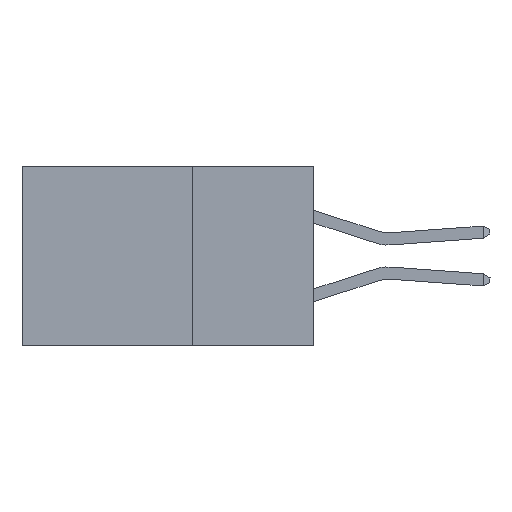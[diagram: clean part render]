
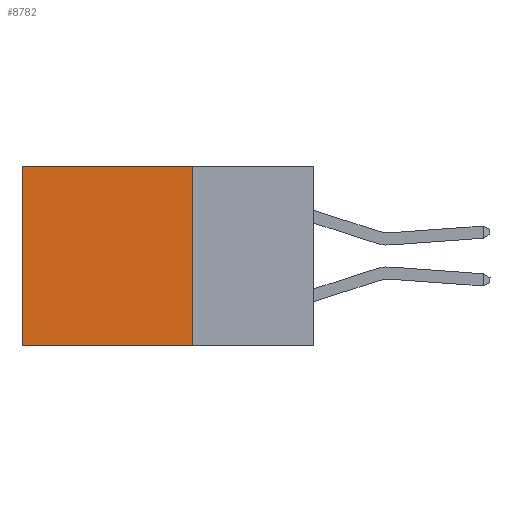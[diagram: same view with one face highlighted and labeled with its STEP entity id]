
A CAD part, left-side view. The second image highlights one B-rep face of the part: STEP entity #8782.
In plain terms, the highlighted planar face has unit normal (-1, 0, 0).
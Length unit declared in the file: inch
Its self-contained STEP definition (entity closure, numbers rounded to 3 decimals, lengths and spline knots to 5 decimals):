
#397 = CARTESIAN_POINT ( 'NONE',  ( 0.2875, 0.25, -0.37 ) ) ;
#1255 = CARTESIAN_POINT ( 'NONE',  ( 0.2875, 0.6, -0.37 ) ) ;
#2220 = VECTOR ( 'NONE', #16797, 39.37008 ) ;
#3140 = DIRECTION ( 'NONE',  ( 0., 0., -1. ) ) ;
#3868 = VECTOR ( 'NONE', #9914, 39.37008 ) ;
#5792 = EDGE_CURVE ( 'NONE', #12399, #23818, #20288, .T. ) ;
#8114 = FACE_OUTER_BOUND ( 'NONE', #13763, .T. ) ;
#8133 = LINE ( 'NONE', #14574, #2220 ) ;
#8343 = PLANE ( 'NONE',  #13578 ) ;
#8782 = ADVANCED_FACE ( 'NONE', ( #8114 ), #8343, .F. ) ;
#9720 = DIRECTION ( 'NONE',  ( 0., 1., 0. ) ) ;
#9750 = VERTEX_POINT ( 'NONE', #397 ) ;
#9782 = DIRECTION ( 'NONE',  ( 0., 0., -1. ) ) ;
#9820 = EDGE_CURVE ( 'NONE', #23818, #15378, #14157, .T. ) ;
#9914 = DIRECTION ( 'NONE',  ( 0., 0., -1. ) ) ;
#10559 = DIRECTION ( 'NONE',  ( 1., 0., 0. ) ) ;
#10928 = ORIENTED_EDGE ( 'NONE', *, *, #5792, .T. ) ;
#12180 = EDGE_CURVE ( 'NONE', #12399, #9750, #15141, .T. ) ;
#12381 = VECTOR ( 'NONE', #3140, 39.37008 ) ;
#12399 = VERTEX_POINT ( 'NONE', #25278 ) ;
#13230 = CARTESIAN_POINT ( 'NONE',  ( 0.2875, 0.6, 0. ) ) ;
#13578 = AXIS2_PLACEMENT_3D ( 'NONE', #25689, #10559, #9782 ) ;
#13763 = EDGE_LOOP ( 'NONE', ( #16637, #15570, #24282, #10928 ) ) ;
#14157 = LINE ( 'NONE', #24838, #3868 ) ;
#14574 = CARTESIAN_POINT ( 'NONE',  ( 0.2875, 0.25, -0.37 ) ) ;
#14704 = EDGE_CURVE ( 'NONE', #9750, #15378, #8133, .T. ) ;
#15141 = LINE ( 'NONE', #17545, #12381 ) ;
#15378 = VERTEX_POINT ( 'NONE', #1255 ) ;
#15570 = ORIENTED_EDGE ( 'NONE', *, *, #14704, .F. ) ;
#16637 = ORIENTED_EDGE ( 'NONE', *, *, #9820, .T. ) ;
#16797 = DIRECTION ( 'NONE',  ( 0., 1., 0. ) ) ;
#17545 = CARTESIAN_POINT ( 'NONE',  ( 0.2875, 0.25, 0. ) ) ;
#18820 = CARTESIAN_POINT ( 'NONE',  ( 0.2875, 0.25, 0. ) ) ;
#20288 = LINE ( 'NONE', #18820, #26453 ) ;
#23818 = VERTEX_POINT ( 'NONE', #13230 ) ;
#24282 = ORIENTED_EDGE ( 'NONE', *, *, #12180, .F. ) ;
#24838 = CARTESIAN_POINT ( 'NONE',  ( 0.2875, 0.6, 0. ) ) ;
#25278 = CARTESIAN_POINT ( 'NONE',  ( 0.2875, 0.25, 0. ) ) ;
#25689 = CARTESIAN_POINT ( 'NONE',  ( 0.2875, 0.25, 0. ) ) ;
#26453 = VECTOR ( 'NONE', #9720, 39.37008 ) ;
